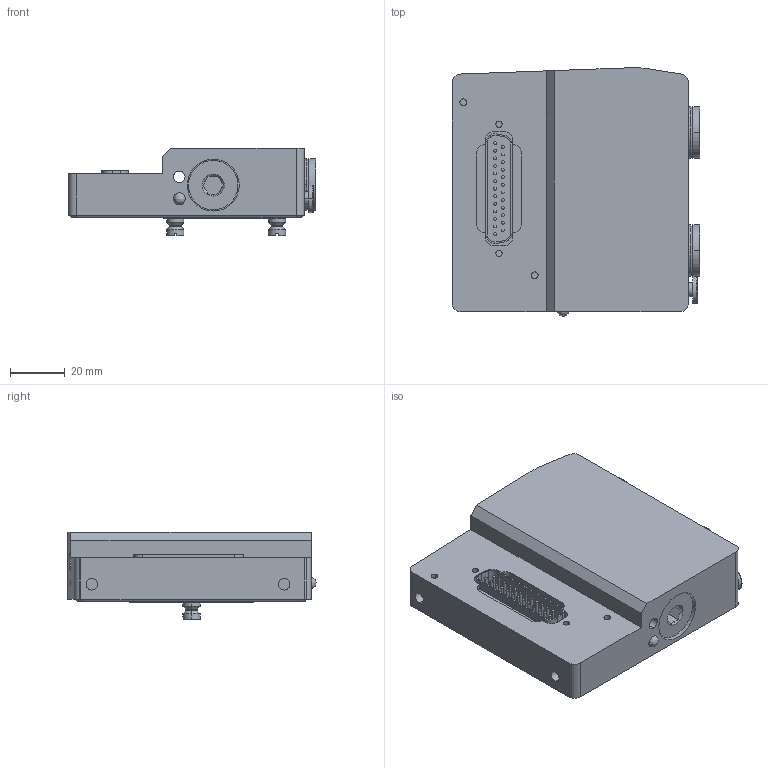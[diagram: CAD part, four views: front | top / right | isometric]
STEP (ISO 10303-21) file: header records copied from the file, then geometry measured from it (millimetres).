
FILE_DESCRIPTION (( 'STEP AP214' ), '1' );
FILE_NAME ('CMV-C2X-4X.STEP', '2020-02-25T16:24:44', ( '' ), ( '' ), 'SwSTEP 2.0', 'SolidWorks 2019', '' );
FILE_SCHEMA (( 'AUTOMOTIVE_DESIGN' ));
Length unit declared in the file: inch
Products named in the file (1): CMV-C2X-4X
Bounding box: 90.28 x 90.49 x 32 mm (x, y, z)
Volume: 125946.9 mm3; surface area: 45924.3 mm2
Topology: 32 solids, 32 shells, 747 faces, 1790 edges, 1142 vertices
Faces by surface type: plane 391, cylinder 259, bspline 83, cone 14
Entity records: 24618 total; most frequent: CARTESIAN_POINT 7080, DIRECTION 3506, ORIENTED_EDGE 3468, EDGE_CURVE 1734, AXIS2_PLACEMENT_3D 1219, VERTEX_POINT 1142, LINE 1068, VECTOR 1068
